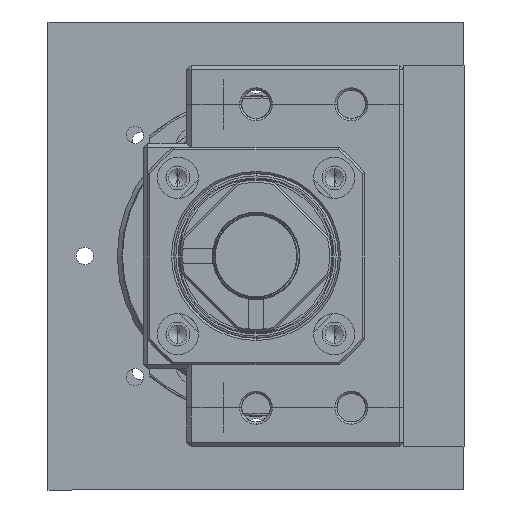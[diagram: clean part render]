
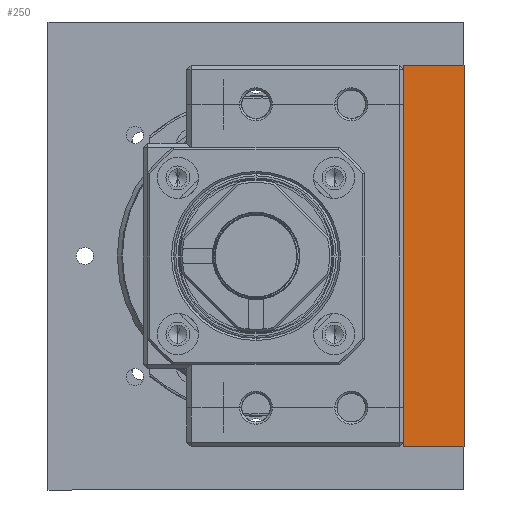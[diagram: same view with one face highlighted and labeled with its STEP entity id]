
A CAD part, left-side view. The second image highlights one B-rep face of the part: STEP entity #250.
In plain terms, the highlighted face is planar.
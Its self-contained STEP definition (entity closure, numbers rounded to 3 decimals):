
#250 = ADVANCED_FACE ( 'NONE', ( #41893 ), #19873, .F. ) ;
#312 = CARTESIAN_POINT ( 'NONE',  ( 88., 0., 14. ) ) ;
#941 = LINE ( 'NONE', #18804, #9821 ) ;
#1741 = CARTESIAN_POINT ( 'NONE',  ( 0., 0., 14. ) ) ;
#2594 = DIRECTION ( 'NONE',  ( 0., 0., 1. ) ) ;
#3638 = ORIENTED_EDGE ( 'NONE', *, *, #41005, .F. ) ;
#4711 = DIRECTION ( 'NONE',  ( 0., 0., -1. ) ) ;
#6719 = EDGE_CURVE ( 'NONE', #27362, #30329, #42923, .T. ) ;
#7293 = VECTOR ( 'NONE', #31573, 1000. ) ;
#9029 = LINE ( 'NONE', #13117, #7293 ) ;
#9821 = VECTOR ( 'NONE', #36710, 1000. ) ;
#10810 = EDGE_CURVE ( 'NONE', #30329, #27155, #17576, .T. ) ;
#12515 = ORIENTED_EDGE ( 'NONE', *, *, #10810, .F. ) ;
#13117 = CARTESIAN_POINT ( 'NONE',  ( 0., 0., 14. ) ) ;
#15133 = ORIENTED_EDGE ( 'NONE', *, *, #54047, .F. ) ;
#15709 = CARTESIAN_POINT ( 'NONE',  ( 88., 0., 0. ) ) ;
#17576 = LINE ( 'NONE', #312, #34989 ) ;
#18804 = CARTESIAN_POINT ( 'NONE',  ( 0., 0., 0. ) ) ;
#19873 = PLANE ( 'NONE',  #33819 ) ;
#27155 = VERTEX_POINT ( 'NONE', #15709 ) ;
#27362 = VERTEX_POINT ( 'NONE', #44403 ) ;
#28567 = DIRECTION ( 'NONE',  ( 1., 0., 0. ) ) ;
#30014 = VERTEX_POINT ( 'NONE', #39280 ) ;
#30329 = VERTEX_POINT ( 'NONE', #30654 ) ;
#30654 = CARTESIAN_POINT ( 'NONE',  ( 88., 0., 14. ) ) ;
#31573 = DIRECTION ( 'NONE',  ( 0., 0., 1. ) ) ;
#33819 = AXIS2_PLACEMENT_3D ( 'NONE', #1741, #42762, #2594 ) ;
#34989 = VECTOR ( 'NONE', #4711, 1000. ) ;
#36710 = DIRECTION ( 'NONE',  ( -1., 0., 0. ) ) ;
#39280 = CARTESIAN_POINT ( 'NONE',  ( 0., 0., 0. ) ) ;
#41005 = EDGE_CURVE ( 'NONE', #30014, #27362, #9029, .T. ) ;
#41893 = FACE_OUTER_BOUND ( 'NONE', #55020, .T. ) ;
#42762 = DIRECTION ( 'NONE',  ( 0., 1., 0. ) ) ;
#42923 = LINE ( 'NONE', #55502, #56981 ) ;
#44081 = ORIENTED_EDGE ( 'NONE', *, *, #6719, .F. ) ;
#44403 = CARTESIAN_POINT ( 'NONE',  ( 0., 0., 14. ) ) ;
#54047 = EDGE_CURVE ( 'NONE', #27155, #30014, #941, .T. ) ;
#55020 = EDGE_LOOP ( 'NONE', ( #12515, #44081, #3638, #15133 ) ) ;
#55502 = CARTESIAN_POINT ( 'NONE',  ( 0., 0., 14. ) ) ;
#56981 = VECTOR ( 'NONE', #28567, 1000. ) ;
